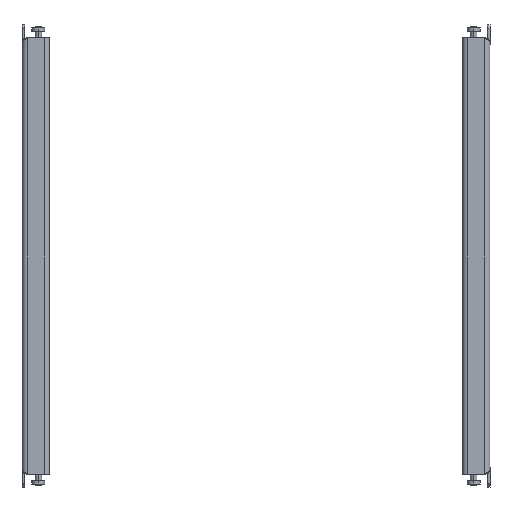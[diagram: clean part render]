
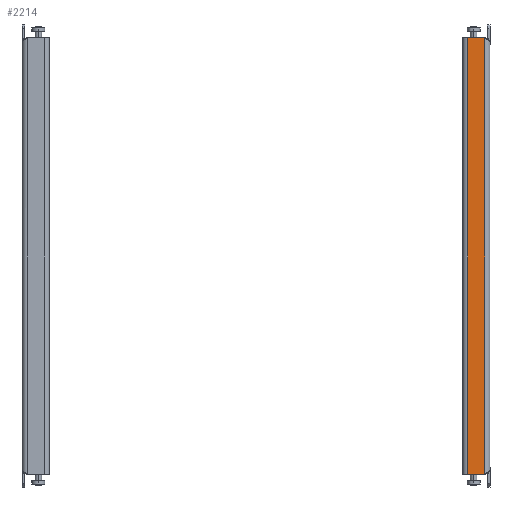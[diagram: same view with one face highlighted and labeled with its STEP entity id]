
A CAD part, front view. The second image highlights one B-rep face of the part: STEP entity #2214.
In plain terms, the highlighted planar face has unit normal (0, -1, 0).
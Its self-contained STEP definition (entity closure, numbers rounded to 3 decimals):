
#60 = CARTESIAN_POINT ( 'NONE',  ( -167.4, -49., -4. ) ) ;
#186 = ORIENTED_EDGE ( 'NONE', *, *, #5344, .T. ) ;
#513 = CARTESIAN_POINT ( 'NONE',  ( -167.4, -49., -17. ) ) ;
#530 = ORIENTED_EDGE ( 'NONE', *, *, #3597, .F. ) ;
#955 = CARTESIAN_POINT ( 'NONE',  ( 167.4, -49., -4. ) ) ;
#1280 = LINE ( 'NONE', #6355, #6648 ) ;
#1291 = DIRECTION ( 'NONE',  ( 0., 0., -1. ) ) ;
#1345 = DIRECTION ( 'NONE',  ( 1., 0., 0. ) ) ;
#2214 = ADVANCED_FACE ( 'NONE', ( #7479 ), #4827, .F. ) ;
#2265 = VERTEX_POINT ( 'NONE', #2474 ) ;
#2312 = CARTESIAN_POINT ( 'NONE',  ( 0., -49., 0. ) ) ;
#2345 = VECTOR ( 'NONE', #8158, 1000. ) ;
#2376 = AXIS2_PLACEMENT_3D ( 'NONE', #2312, #4790, #10695 ) ;
#2474 = CARTESIAN_POINT ( 'NONE',  ( -167.4, -49., -17. ) ) ;
#2555 = VERTEX_POINT ( 'NONE', #10441 ) ;
#3597 = EDGE_CURVE ( 'NONE', #5504, #10327, #1280, .T. ) ;
#3815 = EDGE_CURVE ( 'NONE', #5504, #2265, #4797, .T. ) ;
#4762 = CARTESIAN_POINT ( 'NONE',  ( 167.4, -49., -4. ) ) ;
#4790 = DIRECTION ( 'NONE',  ( 0., 1., 0. ) ) ;
#4797 = LINE ( 'NONE', #7248, #7432 ) ;
#4827 = PLANE ( 'NONE',  #2376 ) ;
#5344 = EDGE_CURVE ( 'NONE', #2265, #2555, #10608, .T. ) ;
#5504 = VERTEX_POINT ( 'NONE', #60 ) ;
#6059 = EDGE_LOOP ( 'NONE', ( #186, #6997, #530, #8117 ) ) ;
#6274 = EDGE_CURVE ( 'NONE', #10327, #2555, #10563, .T. ) ;
#6355 = CARTESIAN_POINT ( 'NONE',  ( 163.4, -49., -4. ) ) ;
#6648 = VECTOR ( 'NONE', #1345, 1000. ) ;
#6997 = ORIENTED_EDGE ( 'NONE', *, *, #6274, .F. ) ;
#7248 = CARTESIAN_POINT ( 'NONE',  ( -167.4, -49., -4. ) ) ;
#7432 = VECTOR ( 'NONE', #1291, 1000. ) ;
#7479 = FACE_OUTER_BOUND ( 'NONE', #6059, .T. ) ;
#8117 = ORIENTED_EDGE ( 'NONE', *, *, #3815, .T. ) ;
#8158 = DIRECTION ( 'NONE',  ( 0., 0., -1. ) ) ;
#8449 = VECTOR ( 'NONE', #10495, 1000. ) ;
#10327 = VERTEX_POINT ( 'NONE', #955 ) ;
#10441 = CARTESIAN_POINT ( 'NONE',  ( 167.4, -49., -17. ) ) ;
#10495 = DIRECTION ( 'NONE',  ( 1., 0., 0. ) ) ;
#10563 = LINE ( 'NONE', #4762, #2345 ) ;
#10608 = LINE ( 'NONE', #513, #8449 ) ;
#10695 = DIRECTION ( 'NONE',  ( 0., 0., 1. ) ) ;
